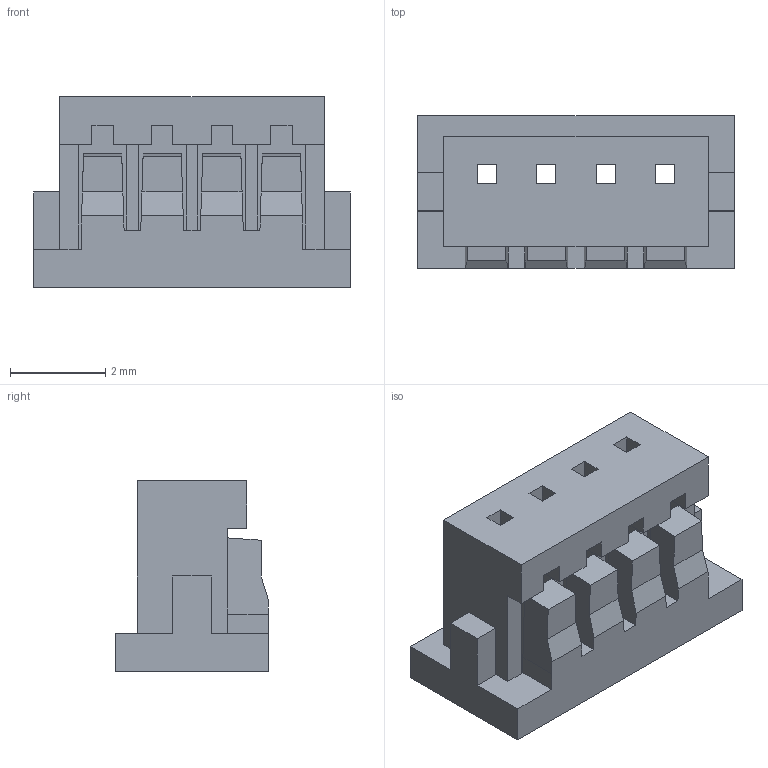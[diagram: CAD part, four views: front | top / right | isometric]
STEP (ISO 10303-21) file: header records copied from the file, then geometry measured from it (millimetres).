
FILE_DESCRIPTION(('OneSpaceDesigner STEP Export'),'2;1');
FILE_NAME('DF13-4S-1.25C.stp','2007-03-23T11:20:22',(''),(''),'OneSpace Designer STEP processor (Jan. 2003) for AP214(CD)(Solid Model)','OneSpace Designer 12.00 10-Sep-2003 (C) CoCreate Software GmbH','');
FILE_SCHEMA(('AUTOMOTIVE_DESIGN_CC2 {1 2 10303 214 -1 1 5 1}'));
Length unit declared in the file: millimetre
Products named in the file (2): ³P[X
Assembly tree (1 placements, depth 2):
  ³P[X
    ³P[X
Bounding box: 6.65 x 3.2 x 4 mm (x, y, z)
Volume: 35.9 mm3; surface area: 197.9 mm2
Topology: 1 solids, 1 shells, 122 faces, 356 edges, 232 vertices
Faces by surface type: plane 122
Entity records: 3963 total; most frequent: ORIENTED_EDGE 712, CARTESIAN_POINT 702, DIRECTION 588, EDGE_CURVE 356, VECTOR 352, LINE 352, VERTEX_POINT 232, EDGE_LOOP 134
